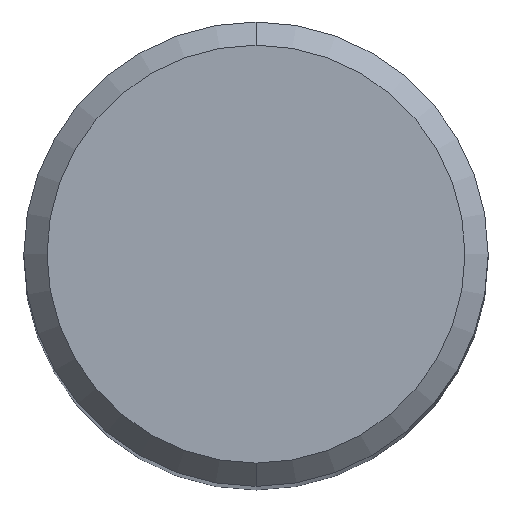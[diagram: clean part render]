
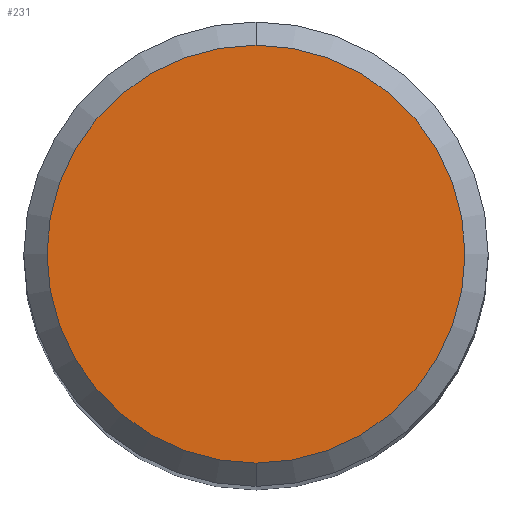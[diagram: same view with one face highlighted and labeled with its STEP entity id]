
A CAD part, top view. The second image highlights one B-rep face of the part: STEP entity #231.
In plain terms, the highlighted planar face has unit normal (0, 0, 1).
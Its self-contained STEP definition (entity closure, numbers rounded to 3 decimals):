
#231=ADVANCED_FACE('',(#545),#546,.T.);
#309=EDGE_CURVE('',#361,#317,#631,.T.);
#317=VERTEX_POINT('',#640);
#361=VERTEX_POINT('',#689);
#377=EDGE_CURVE('',#317,#361,#706,.T.);
#545=FACE_OUTER_BOUND('',#942,.T.);
#546=PLANE('',#943);
#631=CIRCLE('',#1114,3.6);
#640=CARTESIAN_POINT('',(0.0,3.6,0.0));
#689=CARTESIAN_POINT('',(0.,-3.6,0.0));
#706=CIRCLE('',#1277,3.6);
#942=EDGE_LOOP('',(#1526,#1527));
#943=AXIS2_PLACEMENT_3D('',#1528,#1529,#1530);
#1114=AXIS2_PLACEMENT_3D('',#1618,#1619,#1620);
#1277=AXIS2_PLACEMENT_3D('',#1709,#1710,#1711);
#1526=ORIENTED_EDGE('',*,*,#377,.F.);
#1527=ORIENTED_EDGE('',*,*,#309,.F.);
#1528=CARTESIAN_POINT('',(0.0,1.8,0.0));
#1529=DIRECTION('',(-0.0,0.0,1.0));
#1530=DIRECTION('',(0.0,-1.0,0.0));
#1618=CARTESIAN_POINT('',(0.0,0.0,0.0));
#1619=DIRECTION('',(0.0,0.0,-1.0));
#1620=DIRECTION('',(0.0,1.0,0.0));
#1709=CARTESIAN_POINT('',(0.0,0.0,0.0));
#1710=DIRECTION('',(0.0,0.0,-1.0));
#1711=DIRECTION('',(0.0,1.0,0.0));
